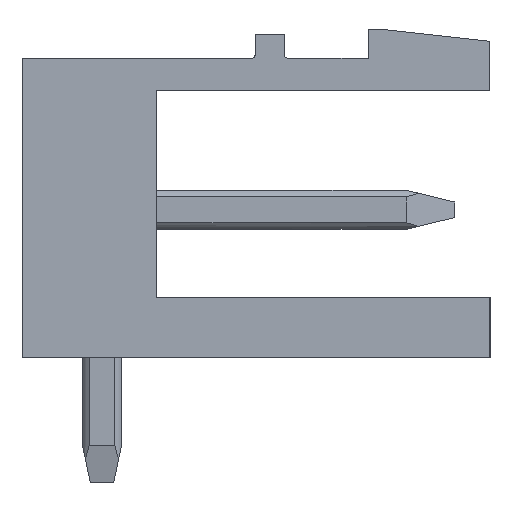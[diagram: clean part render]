
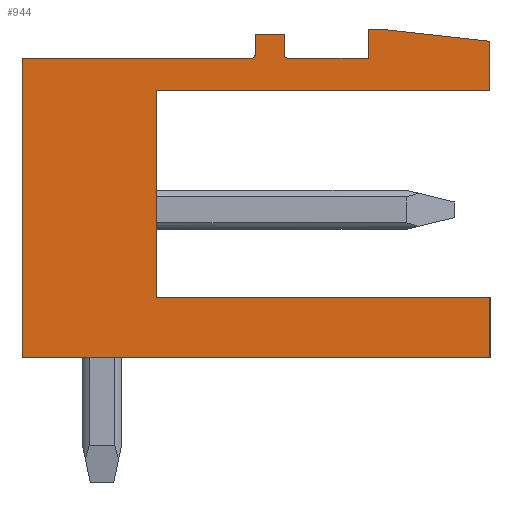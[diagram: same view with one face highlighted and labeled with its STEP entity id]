
A CAD part, left-side view. The second image highlights one B-rep face of the part: STEP entity #944.
In plain terms, the highlighted planar face has unit normal (-1, 0, 0).
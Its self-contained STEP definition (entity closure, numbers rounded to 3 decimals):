
#252=AXIS2_PLACEMENT_3D('Circle Axis2P3D',#250,#251,$) ;
#383=AXIS2_PLACEMENT_3D('Circle Axis2P3D',#381,#382,$) ;
#885=AXIS2_PLACEMENT_3D('Plane Axis2P3D',#882,#883,#884) ;
#49=CARTESIAN_POINT('Vertex',(0.,2.8,11.63)) ;
#52=CARTESIAN_POINT('Line Origine',(0.,1.4,11.475)) ;
#56=CARTESIAN_POINT('Vertex',(0.,0.,11.32)) ;
#87=CARTESIAN_POINT('Vertex',(0.,3.12,11.63)) ;
#90=CARTESIAN_POINT('Line Origine',(0.,2.96,11.63)) ;
#202=CARTESIAN_POINT('Vertex',(0.,3.12,10.88)) ;
#205=CARTESIAN_POINT('Line Origine',(0.,3.12,11.255)) ;
#247=CARTESIAN_POINT('Vertex',(0.,5.27,10.98)) ;
#250=CARTESIAN_POINT('Axis2P3D Location',(0.,5.17,10.98)) ;
#254=CARTESIAN_POINT('Vertex',(0.,5.17,10.88)) ;
#285=CARTESIAN_POINT('Vertex',(0.,5.27,11.5)) ;
#288=CARTESIAN_POINT('Line Origine',(0.,5.27,11.24)) ;
#316=CARTESIAN_POINT('Vertex',(0.,6.02,11.5)) ;
#319=CARTESIAN_POINT('Line Origine',(0.,5.645,11.5)) ;
#347=CARTESIAN_POINT('Vertex',(0.,6.02,10.98)) ;
#350=CARTESIAN_POINT('Line Origine',(0.,6.02,11.24)) ;
#378=CARTESIAN_POINT('Vertex',(0.,6.12,10.88)) ;
#381=CARTESIAN_POINT('Axis2P3D Location',(0.,6.12,10.98)) ;
#409=CARTESIAN_POINT('Vertex',(0.,12.,10.88)) ;
#412=CARTESIAN_POINT('Line Origine',(0.,9.06,10.88)) ;
#440=CARTESIAN_POINT('Vertex',(0.,12.,3.2)) ;
#443=CARTESIAN_POINT('Line Origine',(0.,12.,7.04)) ;
#471=CARTESIAN_POINT('Vertex',(0.,0.,3.2)) ;
#474=CARTESIAN_POINT('Line Origine',(0.,6.,3.2)) ;
#882=CARTESIAN_POINT('Axis2P3D Location',(0.,0.,0.)) ;
#887=CARTESIAN_POINT('Line Origine',(0.,8.55,7.4)) ;
#891=CARTESIAN_POINT('Vertex',(0.,8.55,4.74)) ;
#893=CARTESIAN_POINT('Vertex',(0.,8.55,10.06)) ;
#896=CARTESIAN_POINT('Line Origine',(0.,4.275,10.06)) ;
#900=CARTESIAN_POINT('Vertex',(0.,0.,10.06)) ;
#903=CARTESIAN_POINT('Line Origine',(0.,0.,10.69)) ;
#908=CARTESIAN_POINT('Line Origine',(0.,4.145,10.88)) ;
#913=CARTESIAN_POINT('Line Origine',(0.,0.,3.97)) ;
#917=CARTESIAN_POINT('Vertex',(0.,0.,4.74)) ;
#920=CARTESIAN_POINT('Line Origine',(0.,4.275,4.74)) ;
#53=DIRECTION('Vector Direction',(0.,0.994,0.11)) ;
#91=DIRECTION('Vector Direction',(0.,-1.,0.)) ;
#206=DIRECTION('Vector Direction',(0.,0.,-1.)) ;
#251=DIRECTION('Axis2P3D Direction',(-1.,0.,0.)) ;
#289=DIRECTION('Vector Direction',(0.,0.,-1.)) ;
#320=DIRECTION('Vector Direction',(0.,1.,0.)) ;
#351=DIRECTION('Vector Direction',(0.,0.,-1.)) ;
#382=DIRECTION('Axis2P3D Direction',(-1.,0.,0.)) ;
#413=DIRECTION('Vector Direction',(0.,1.,0.)) ;
#444=DIRECTION('Vector Direction',(0.,0.,-1.)) ;
#475=DIRECTION('Vector Direction',(0.,1.,0.)) ;
#883=DIRECTION('Axis2P3D Direction',(-1.,0.,0.)) ;
#884=DIRECTION('Axis2P3D XDirection',(0.,-1.,0.)) ;
#888=DIRECTION('Vector Direction',(0.,0.,-1.)) ;
#897=DIRECTION('Vector Direction',(0.,1.,0.)) ;
#904=DIRECTION('Vector Direction',(0.,0.,1.)) ;
#909=DIRECTION('Vector Direction',(0.,1.,0.)) ;
#914=DIRECTION('Vector Direction',(0.,0.,-1.)) ;
#921=DIRECTION('Vector Direction',(0.,-1.,0.)) ;
#54=VECTOR('Line Direction',#53,1.) ;
#92=VECTOR('Line Direction',#91,1.) ;
#207=VECTOR('Line Direction',#206,1.) ;
#290=VECTOR('Line Direction',#289,1.) ;
#321=VECTOR('Line Direction',#320,1.) ;
#352=VECTOR('Line Direction',#351,1.) ;
#414=VECTOR('Line Direction',#413,1.) ;
#445=VECTOR('Line Direction',#444,1.) ;
#476=VECTOR('Line Direction',#475,1.) ;
#889=VECTOR('Line Direction',#888,1.) ;
#898=VECTOR('Line Direction',#897,1.) ;
#905=VECTOR('Line Direction',#904,1.) ;
#910=VECTOR('Line Direction',#909,1.) ;
#915=VECTOR('Line Direction',#914,1.) ;
#922=VECTOR('Line Direction',#921,1.) ;
#926=ORIENTED_EDGE('',*,*,#895,.T.) ;
#927=ORIENTED_EDGE('',*,*,#902,.T.) ;
#928=ORIENTED_EDGE('',*,*,#907,.T.) ;
#929=ORIENTED_EDGE('',*,*,#58,.T.) ;
#930=ORIENTED_EDGE('',*,*,#94,.T.) ;
#931=ORIENTED_EDGE('',*,*,#209,.T.) ;
#932=ORIENTED_EDGE('',*,*,#912,.T.) ;
#933=ORIENTED_EDGE('',*,*,#256,.T.) ;
#934=ORIENTED_EDGE('',*,*,#292,.T.) ;
#935=ORIENTED_EDGE('',*,*,#323,.T.) ;
#936=ORIENTED_EDGE('',*,*,#354,.T.) ;
#937=ORIENTED_EDGE('',*,*,#385,.T.) ;
#938=ORIENTED_EDGE('',*,*,#416,.T.) ;
#939=ORIENTED_EDGE('',*,*,#447,.T.) ;
#940=ORIENTED_EDGE('',*,*,#478,.T.) ;
#941=ORIENTED_EDGE('',*,*,#919,.T.) ;
#942=ORIENTED_EDGE('',*,*,#924,.T.) ;
#944=ADVANCED_FACE('Housing',(#943),#886,.T.) ;
#253=CIRCLE('generated circle',#252,0.1) ;
#384=CIRCLE('generated circle',#383,0.1) ;
#58=EDGE_CURVE('',#57,#50,#55,.T.) ;
#94=EDGE_CURVE('',#50,#88,#93,.F.) ;
#209=EDGE_CURVE('',#88,#203,#208,.T.) ;
#256=EDGE_CURVE('',#255,#248,#253,.F.) ;
#292=EDGE_CURVE('',#248,#286,#291,.F.) ;
#323=EDGE_CURVE('',#286,#317,#322,.T.) ;
#354=EDGE_CURVE('',#317,#348,#353,.T.) ;
#385=EDGE_CURVE('',#348,#379,#384,.F.) ;
#416=EDGE_CURVE('',#379,#410,#415,.T.) ;
#447=EDGE_CURVE('',#410,#441,#446,.T.) ;
#478=EDGE_CURVE('',#441,#472,#477,.F.) ;
#895=EDGE_CURVE('',#892,#894,#890,.F.) ;
#902=EDGE_CURVE('',#894,#901,#899,.F.) ;
#907=EDGE_CURVE('',#901,#57,#906,.T.) ;
#912=EDGE_CURVE('',#203,#255,#911,.T.) ;
#919=EDGE_CURVE('',#472,#918,#916,.F.) ;
#924=EDGE_CURVE('',#918,#892,#923,.F.) ;
#925=EDGE_LOOP('',(#926,#927,#928,#929,#930,#931,#932,#933,#934,#935,#936,#937,#938,#939,#940,#941,#942)) ;
#943=FACE_OUTER_BOUND('',#925,.T.) ;
#55=LINE('Line',#52,#54) ;
#93=LINE('Line',#90,#92) ;
#208=LINE('Line',#205,#207) ;
#291=LINE('Line',#288,#290) ;
#322=LINE('Line',#319,#321) ;
#353=LINE('Line',#350,#352) ;
#415=LINE('Line',#412,#414) ;
#446=LINE('Line',#443,#445) ;
#477=LINE('Line',#474,#476) ;
#890=LINE('Line',#887,#889) ;
#899=LINE('Line',#896,#898) ;
#906=LINE('Line',#903,#905) ;
#911=LINE('Line',#908,#910) ;
#916=LINE('Line',#913,#915) ;
#923=LINE('Line',#920,#922) ;
#886=PLANE('',#885) ;
#50=VERTEX_POINT('',#49) ;
#57=VERTEX_POINT('',#56) ;
#88=VERTEX_POINT('',#87) ;
#203=VERTEX_POINT('',#202) ;
#248=VERTEX_POINT('',#247) ;
#255=VERTEX_POINT('',#254) ;
#286=VERTEX_POINT('',#285) ;
#317=VERTEX_POINT('',#316) ;
#348=VERTEX_POINT('',#347) ;
#379=VERTEX_POINT('',#378) ;
#410=VERTEX_POINT('',#409) ;
#441=VERTEX_POINT('',#440) ;
#472=VERTEX_POINT('',#471) ;
#892=VERTEX_POINT('',#891) ;
#894=VERTEX_POINT('',#893) ;
#901=VERTEX_POINT('',#900) ;
#918=VERTEX_POINT('',#917) ;
